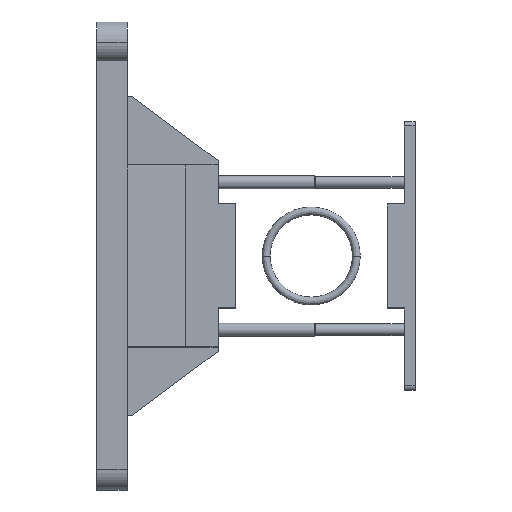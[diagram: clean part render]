
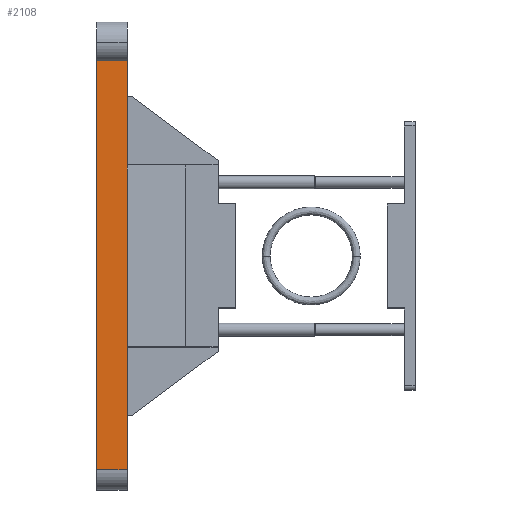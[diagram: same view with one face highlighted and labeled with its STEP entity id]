
A CAD part, top view. The second image highlights one B-rep face of the part: STEP entity #2108.
In plain terms, the highlighted planar face has unit normal (0, 0, 1).
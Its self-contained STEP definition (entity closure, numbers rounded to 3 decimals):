
#12 = EDGE_CURVE ( 'NONE', #6560, #5207, #2216, .T. ) ;
#151 = VECTOR ( 'NONE', #4321, 1000. ) ;
#164 = VERTEX_POINT ( 'NONE', #5377 ) ;
#170 = AXIS2_PLACEMENT_3D ( 'NONE', #1929, #1406, #6566 ) ;
#242 = LINE ( 'NONE', #4009, #6453 ) ;
#886 = CARTESIAN_POINT ( 'NONE',  ( 7., 45.001, 4.7 ) ) ;
#1406 = DIRECTION ( 'NONE',  ( 0., 0., -1. ) ) ;
#1695 = ORIENTED_EDGE ( 'NONE', *, *, #12, .T. ) ;
#1738 = LINE ( 'NONE', #4831, #151 ) ;
#1795 = ORIENTED_EDGE ( 'NONE', *, *, #5989, .F. ) ;
#1838 = FACE_OUTER_BOUND ( 'NONE', #2124, .T. ) ;
#1849 = VECTOR ( 'NONE', #6173, 1000. ) ;
#1929 = CARTESIAN_POINT ( 'NONE',  ( 7., 45.001, 4.7 ) ) ;
#1979 = DIRECTION ( 'NONE',  ( 0., -1., 0. ) ) ;
#2031 = DIRECTION ( 'NONE',  ( 0., -1., 0. ) ) ;
#2033 = ORIENTED_EDGE ( 'NONE', *, *, #5897, .F. ) ;
#2108 = ADVANCED_FACE ( 'NONE', ( #1838 ), #3050, .F. ) ;
#2124 = EDGE_LOOP ( 'NONE', ( #2439, #2033, #1795, #6872, #7541, #1695 ) ) ;
#2216 = LINE ( 'NONE', #5332, #6644 ) ;
#2342 = EDGE_CURVE ( 'NONE', #2483, #6969, #6859, .T. ) ;
#2439 = ORIENTED_EDGE ( 'NONE', *, *, #7187, .F. ) ;
#2483 = VERTEX_POINT ( 'NONE', #2801 ) ;
#2603 = CARTESIAN_POINT ( 'NONE',  ( 7., 45.001, 4.7 ) ) ;
#2801 = CARTESIAN_POINT ( 'NONE',  ( 7., 45.001, 4.7 ) ) ;
#3050 = PLANE ( 'NONE',  #170 ) ;
#3259 = CARTESIAN_POINT ( 'NONE',  ( 7., 21., 4.7 ) ) ;
#3490 = VERTEX_POINT ( 'NONE', #6286 ) ;
#4009 = CARTESIAN_POINT ( 'NONE',  ( 7., -49.3, 4.7 ) ) ;
#4321 = DIRECTION ( 'NONE',  ( 0., -1., 0. ) ) ;
#4389 = VECTOR ( 'NONE', #1979, 1000. ) ;
#4504 = LINE ( 'NONE', #2603, #1849 ) ;
#4561 = DIRECTION ( 'NONE',  ( -1., 0., 0. ) ) ;
#4831 = CARTESIAN_POINT ( 'NONE',  ( 7., 45.001, 4.7 ) ) ;
#5207 = VERTEX_POINT ( 'NONE', #5930 ) ;
#5332 = CARTESIAN_POINT ( 'NONE',  ( 0., 49.3, 4.7 ) ) ;
#5377 = CARTESIAN_POINT ( 'NONE',  ( 7., -21., 4.7 ) ) ;
#5501 = EDGE_CURVE ( 'NONE', #6560, #2483, #4504, .T. ) ;
#5803 = DIRECTION ( 'NONE',  ( 0., -1., 0. ) ) ;
#5897 = EDGE_CURVE ( 'NONE', #164, #3490, #6082, .T. ) ;
#5930 = CARTESIAN_POINT ( 'NONE',  ( 0., -49.3, 4.7 ) ) ;
#5989 = EDGE_CURVE ( 'NONE', #6969, #164, #1738, .T. ) ;
#6010 = CARTESIAN_POINT ( 'NONE',  ( 7., 45.001, 4.7 ) ) ;
#6082 = LINE ( 'NONE', #6010, #4389 ) ;
#6173 = DIRECTION ( 'NONE',  ( 1., 0., 0. ) ) ;
#6286 = CARTESIAN_POINT ( 'NONE',  ( 7., -49.3, 4.7 ) ) ;
#6453 = VECTOR ( 'NONE', #4561, 1000. ) ;
#6560 = VERTEX_POINT ( 'NONE', #7328 ) ;
#6566 = DIRECTION ( 'NONE',  ( 0., 1., 0. ) ) ;
#6644 = VECTOR ( 'NONE', #5803, 1000. ) ;
#6859 = LINE ( 'NONE', #886, #7115 ) ;
#6872 = ORIENTED_EDGE ( 'NONE', *, *, #2342, .F. ) ;
#6969 = VERTEX_POINT ( 'NONE', #3259 ) ;
#7115 = VECTOR ( 'NONE', #2031, 1000. ) ;
#7187 = EDGE_CURVE ( 'NONE', #3490, #5207, #242, .T. ) ;
#7328 = CARTESIAN_POINT ( 'NONE',  ( 0., 45.001, 4.7 ) ) ;
#7541 = ORIENTED_EDGE ( 'NONE', *, *, #5501, .F. ) ;
